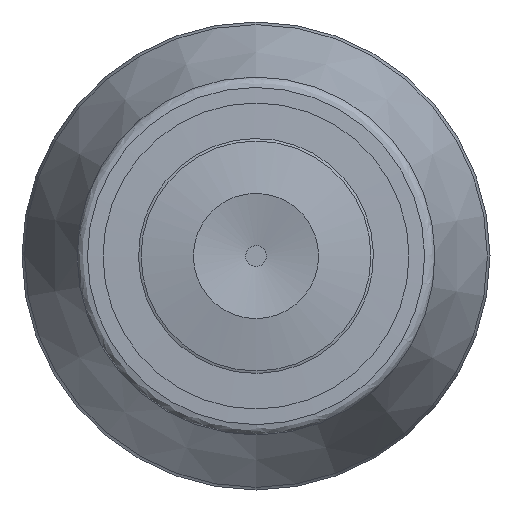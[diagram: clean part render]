
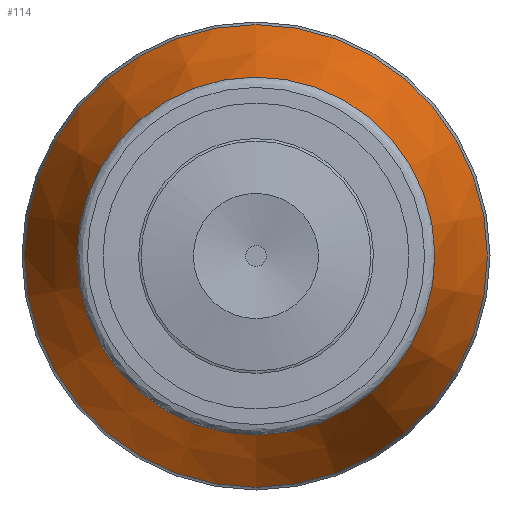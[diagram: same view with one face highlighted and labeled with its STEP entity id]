
A CAD part, left-side view. The second image highlights one B-rep face of the part: STEP entity #114.
In plain terms, the highlighted conical face has half-angle 20.556 degrees and reference radius 16.809 mm.
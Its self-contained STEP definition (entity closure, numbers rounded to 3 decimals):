
#92=CONICAL_SURFACE('',#447,16.809,20.556);
#114=ADVANCED_FACE('',(#168,#169),#92,.T.);
#168=FACE_BOUND('',#227,.T.);
#169=FACE_BOUND('',#228,.T.);
#227=EDGE_LOOP('',(#289));
#228=EDGE_LOOP('',(#290));
#289=ORIENTED_EDGE('',*,*,#368,.T.);
#290=ORIENTED_EDGE('',*,*,#367,.F.);
#336=VERTEX_POINT('',#640);
#337=VERTEX_POINT('',#643);
#367=EDGE_CURVE('',#336,#336,#398,.T.);
#368=EDGE_CURVE('',#337,#337,#399,.T.);
#398=CIRCLE('',#444,16.809);
#399=CIRCLE('',#446,12.818);
#444=AXIS2_PLACEMENT_3D('',#639,#528,#529);
#446=AXIS2_PLACEMENT_3D('',#642,#532,#533);
#447=AXIS2_PLACEMENT_3D('',#644,#534,#535);
#528=DIRECTION('',(1.,0.,0.));
#529=DIRECTION('',(0.,0.,1.));
#532=DIRECTION('',(1.,0.,0.));
#533=DIRECTION('',(0.,0.,1.));
#534=DIRECTION('',(1.,0.,0.));
#535=DIRECTION('',(0.,0.,-1.));
#639=CARTESIAN_POINT('',(68.491,0.,0.));
#640=CARTESIAN_POINT('',(68.491,0.,16.809));
#642=CARTESIAN_POINT('',(57.849,0.,0.));
#643=CARTESIAN_POINT('',(57.849,0.,12.818));
#644=CARTESIAN_POINT('',(68.491,0.,0.));
